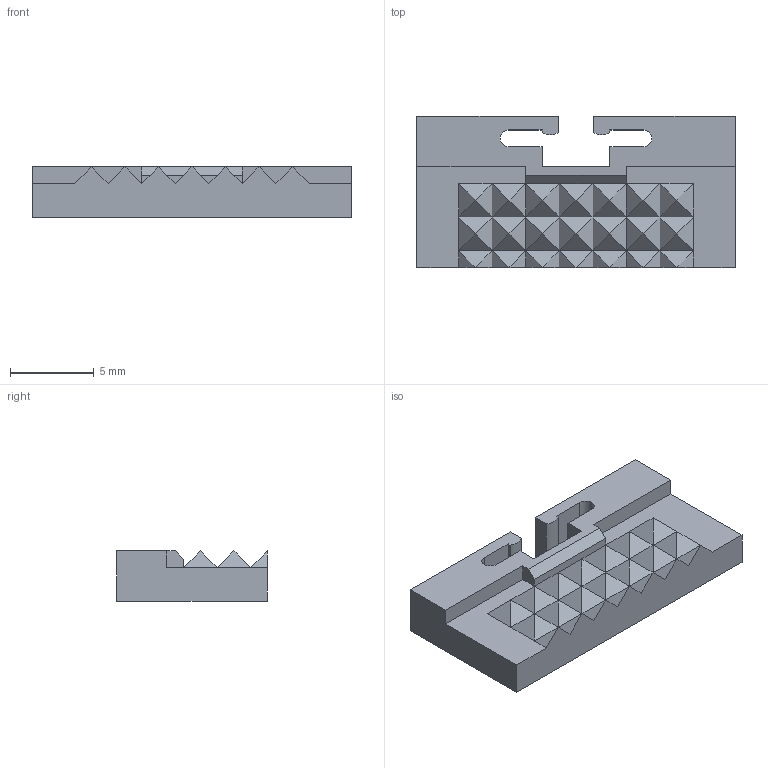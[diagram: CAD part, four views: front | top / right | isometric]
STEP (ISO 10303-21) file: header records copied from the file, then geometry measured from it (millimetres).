
FILE_DESCRIPTION (( 'STEP AP214' ), '1' );
FILE_NAME ('Clamp-part2(moving)-Base9x19mm_100912(01)_C.step', '2022-09-21T08:39:26', ( '' ), ( '' ), 'SwSTEP 2.0', 'SolidWorks 2021', '' );
FILE_SCHEMA (( 'AUTOMOTIVE_DESIGN' ));
Length unit declared in the file: millimetre
Products named in the file (1): Clamp-part2(moving)-Base9x19mm_100912(01)_C
Bounding box: 19 x 9 x 3 mm (x, y, z)
Volume: 383.1 mm3; surface area: 563.5 mm2
Topology: 1 solids, 1 shells, 111 faces, 223 edges, 114 vertices
Faces by surface type: plane 105, cylinder 6
Entity records: 2731 total; most frequent: DIRECTION 459, CARTESIAN_POINT 449, ORIENTED_EDGE 446, EDGE_CURVE 223, LINE 211, VECTOR 211, AXIS2_PLACEMENT_3D 124, VERTEX_POINT 114
